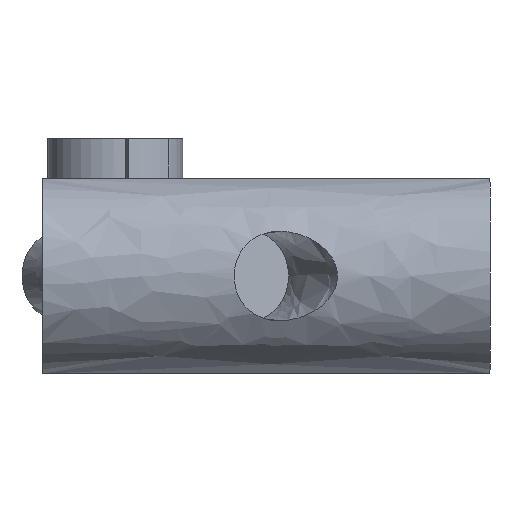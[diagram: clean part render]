
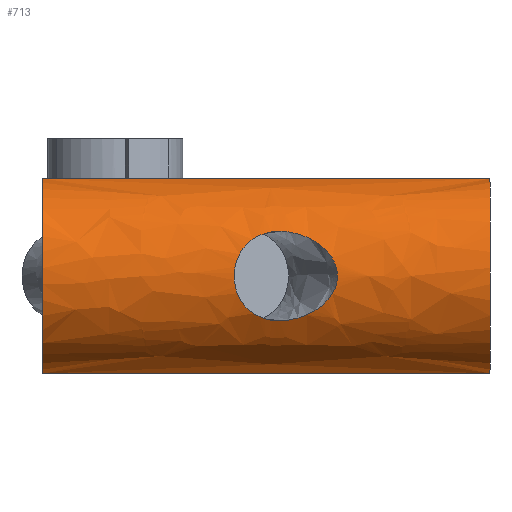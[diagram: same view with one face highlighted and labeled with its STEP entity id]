
A CAD part, left-side view. The second image highlights one B-rep face of the part: STEP entity #713.
In plain terms, the highlighted free-form (B-spline) face has degree [1, 2] with [2, 9] control points.
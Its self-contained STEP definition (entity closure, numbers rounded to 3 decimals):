
#436=CARTESIAN_POINT('',(1029.438,-133.004,76.1));
#437=VERTEX_POINT('',#436);
#453=CARTESIAN_POINT('',(1029.438,-133.004,83.9));
#454=VERTEX_POINT('',#453);
#461=CARTESIAN_POINT('',(1029.438,-133.004,83.9));
#462=CARTESIAN_POINT('',(1029.438,-132.742,83.9));
#463=CARTESIAN_POINT('',(1029.427,-132.47,83.88));
#464=CARTESIAN_POINT('',(1029.382,-131.93,83.789));
#465=CARTESIAN_POINT('',(1029.347,-131.662,83.718));
#466=CARTESIAN_POINT('',(1029.257,-131.152,83.522));
#467=CARTESIAN_POINT('',(1029.201,-130.909,83.398));
#468=CARTESIAN_POINT('',(1029.081,-130.465,83.104));
#469=CARTESIAN_POINT('',(1029.017,-130.264,82.933));
#470=CARTESIAN_POINT('',(1028.897,-129.925,82.577));
#471=CARTESIAN_POINT('',(1028.837,-129.773,82.383));
#472=CARTESIAN_POINT('',(1028.727,-129.509,81.958));
#473=CARTESIAN_POINT('',(1028.676,-129.396,81.729));
#474=CARTESIAN_POINT('',(1028.592,-129.216,81.25));
#475=CARTESIAN_POINT('',(1028.559,-129.149,81.));
#476=CARTESIAN_POINT('',(1028.515,-129.06,80.497));
#477=CARTESIAN_POINT('',(1028.504,-129.04,80.244));
#478=CARTESIAN_POINT('',(1028.504,-129.04,79.756));
#479=CARTESIAN_POINT('',(1028.515,-129.06,79.503));
#480=CARTESIAN_POINT('',(1028.559,-129.149,79.));
#481=CARTESIAN_POINT('',(1028.592,-129.216,78.75));
#482=CARTESIAN_POINT('',(1028.676,-129.396,78.271));
#483=CARTESIAN_POINT('',(1028.727,-129.509,78.042));
#484=CARTESIAN_POINT('',(1028.837,-129.773,77.617));
#485=CARTESIAN_POINT('',(1028.897,-129.925,77.423));
#486=CARTESIAN_POINT('',(1029.017,-130.264,77.067));
#487=CARTESIAN_POINT('',(1029.081,-130.465,76.896));
#488=CARTESIAN_POINT('',(1029.201,-130.909,76.602));
#489=CARTESIAN_POINT('',(1029.257,-131.152,76.478));
#490=CARTESIAN_POINT('',(1029.347,-131.662,76.282));
#491=CARTESIAN_POINT('',(1029.382,-131.93,76.211));
#492=CARTESIAN_POINT('',(1029.427,-132.47,76.12));
#493=CARTESIAN_POINT('',(1029.438,-132.742,76.1));
#494=CARTESIAN_POINT('',(1029.438,-133.004,76.1));
#495=B_SPLINE_CURVE_WITH_KNOTS('',3,(#461,#462,#463,#464,#465,#466,#467,#468,#469,#470,#471,#472,#473,#474,#475,#476,#477,#478,#479,#480,#481,#482,#483,#484,#485,#486,#487,#488,#489,#490,#491,#492,#493,#494),.UNSPECIFIED.,.F.,.U.,(4,2,2,2,2,2,2,2,2,2,2,2,2,2,2,2,4),(13.627,14.413,15.199,15.986,16.772,17.505,18.239,18.972,19.705,20.439,21.172,21.905,22.638,23.425,24.211,24.997,25.784),.UNSPECIFIED.);
#496=EDGE_CURVE('',#454,#437,#495,.T.);
#528=CARTESIAN_POINT('',(1029.438,-133.004,76.1));
#529=CARTESIAN_POINT('',(1029.438,-133.302,76.1));
#530=CARTESIAN_POINT('',(1029.424,-133.609,76.126));
#531=CARTESIAN_POINT('',(1029.374,-134.225,76.228));
#532=CARTESIAN_POINT('',(1029.336,-134.533,76.305));
#533=CARTESIAN_POINT('',(1029.245,-135.132,76.504));
#534=CARTESIAN_POINT('',(1029.191,-135.424,76.626));
#535=CARTESIAN_POINT('',(1029.077,-135.973,76.908));
#536=CARTESIAN_POINT('',(1029.016,-136.231,77.069));
#537=CARTESIAN_POINT('',(1028.904,-136.679,77.4));
#538=CARTESIAN_POINT('',(1028.848,-136.888,77.581));
#539=CARTESIAN_POINT('',(1028.741,-137.271,77.983));
#540=CARTESIAN_POINT('',(1028.69,-137.445,78.205));
#541=CARTESIAN_POINT('',(1028.603,-137.734,78.68));
#542=CARTESIAN_POINT('',(1028.567,-137.85,78.934));
#543=CARTESIAN_POINT('',(1028.517,-138.006,79.459));
#544=CARTESIAN_POINT('',(1028.504,-138.046,79.73));
#545=CARTESIAN_POINT('',(1028.504,-138.046,80.27));
#546=CARTESIAN_POINT('',(1028.517,-138.006,80.541));
#547=CARTESIAN_POINT('',(1028.567,-137.85,81.066));
#548=CARTESIAN_POINT('',(1028.603,-137.734,81.32));
#549=CARTESIAN_POINT('',(1028.69,-137.445,81.795));
#550=CARTESIAN_POINT('',(1028.741,-137.271,82.017));
#551=CARTESIAN_POINT('',(1028.848,-136.888,82.419));
#552=CARTESIAN_POINT('',(1028.904,-136.679,82.6));
#553=CARTESIAN_POINT('',(1029.016,-136.231,82.931));
#554=CARTESIAN_POINT('',(1029.077,-135.973,83.092));
#555=CARTESIAN_POINT('',(1029.191,-135.424,83.374));
#556=CARTESIAN_POINT('',(1029.245,-135.132,83.496));
#557=CARTESIAN_POINT('',(1029.336,-134.533,83.695));
#558=CARTESIAN_POINT('',(1029.374,-134.225,83.772));
#559=CARTESIAN_POINT('',(1029.424,-133.609,83.874));
#560=CARTESIAN_POINT('',(1029.438,-133.302,83.9));
#561=CARTESIAN_POINT('',(1029.438,-133.004,83.9));
#562=B_SPLINE_CURVE_WITH_KNOTS('',3,(#528,#529,#530,#531,#532,#533,#534,#535,#536,#537,#538,#539,#540,#541,#542,#543,#544,#545,#546,#547,#548,#549,#550,#551,#552,#553,#554,#555,#556,#557,#558,#559,#560,#561),.UNSPECIFIED.,.F.,.U.,(4,2,2,2,2,2,2,2,2,2,2,2,2,2,2,2,4),(0.0,0.893,1.785,2.678,3.57,4.381,5.192,6.003,6.813,7.624,8.435,9.246,10.057,10.949,11.842,12.734,13.627),.UNSPECIFIED.);
#563=EDGE_CURVE('',#437,#454,#562,.T.);
#630=CARTESIAN_POINT('',(1035.704,-112.354,71.5));
#631=VERTEX_POINT('',#630);
#639=CARTESIAN_POINT('',(1035.704,-151.354,71.5));
#640=VERTEX_POINT('',#639);
#647=CARTESIAN_POINT('',(1035.704,-151.354,71.5));
#648=DIRECTION('',(0.0,1.0,0.0));
#649=VECTOR('',#648,39.0);
#650=LINE('',#647,#649);
#651=EDGE_CURVE('',#640,#631,#650,.T.);
#656=CARTESIAN_POINT('',(1045.739,-151.354,80.));
#657=CARTESIAN_POINT('',(1045.739,-112.354,80.));
#658=CARTESIAN_POINT('',(1045.739,-151.354,88.617));
#659=CARTESIAN_POINT('',(1045.739,-112.354,88.617));
#660=CARTESIAN_POINT('',(1037.122,-151.354,88.617));
#661=CARTESIAN_POINT('',(1037.122,-112.354,88.617));
#662=CARTESIAN_POINT('',(1028.504,-151.354,88.617));
#663=CARTESIAN_POINT('',(1028.504,-112.354,88.617));
#664=CARTESIAN_POINT('',(1028.504,-151.354,80.));
#665=CARTESIAN_POINT('',(1028.504,-112.354,80.));
#666=CARTESIAN_POINT('',(1028.504,-151.354,71.383));
#667=CARTESIAN_POINT('',(1028.504,-112.354,71.383));
#668=CARTESIAN_POINT('',(1037.122,-151.354,71.383));
#669=CARTESIAN_POINT('',(1037.122,-112.354,71.383));
#670=CARTESIAN_POINT('',(1045.739,-151.354,71.383));
#671=CARTESIAN_POINT('',(1045.739,-112.354,71.383));
#672=CARTESIAN_POINT('',(1045.739,-151.354,80.));
#673=CARTESIAN_POINT('',(1045.739,-112.354,80.));
#681=(BOUNDED_SURFACE()B_SPLINE_SURFACE(1,2,((#656,#658,#660,#662,#664,#666,#668,#670,#672),(#657,#659,#661,#663,#665,#667,#669,#671,#673)),.UNSPECIFIED.,.F.,.T.,.U.)B_SPLINE_SURFACE_WITH_KNOTS((2,2),(3,2,2,2,3),(0.,4.526),(0.0,13.536,27.072,40.608,54.144),.UNSPECIFIED.)GEOMETRIC_REPRESENTATION_ITEM()RATIONAL_B_SPLINE_SURFACE(((1.0,0.707,1.0,0.707,1.0,0.707,1.0,0.707,1.0),(1.0,0.707,1.0,0.707,1.0,0.707,1.0,0.707,1.0)))REPRESENTATION_ITEM('')SURFACE());
#682=CARTESIAN_POINT('',(1035.704,-112.354,88.5));
#683=VERTEX_POINT('',#682);
#684=CARTESIAN_POINT('',(1037.122,-112.354,80.));
#685=DIRECTION('',(0.0,1.0,0.0));
#686=DIRECTION('',(-1.0,0.0,0.0));
#687=AXIS2_PLACEMENT_3D('',#684,#685,#686);
#688=CIRCLE('',#687,8.617);
#689=EDGE_CURVE('',#631,#683,#688,.T.);
#690=ORIENTED_EDGE('',*,*,#689,.F.);
#691=ORIENTED_EDGE('',*,*,#651,.F.);
#692=CARTESIAN_POINT('',(1035.704,-151.354,88.5));
#693=VERTEX_POINT('',#692);
#694=CARTESIAN_POINT('',(1037.122,-151.354,80.));
#695=DIRECTION('',(0.0,-1.0,0.0));
#696=DIRECTION('',(-1.0,0.0,0.0));
#697=AXIS2_PLACEMENT_3D('',#694,#695,#696);
#698=CIRCLE('',#697,8.617);
#699=EDGE_CURVE('',#693,#640,#698,.T.);
#700=ORIENTED_EDGE('',*,*,#699,.F.);
#701=CARTESIAN_POINT('',(1035.704,-151.354,88.5));
#702=DIRECTION('',(0.0,1.0,0.0));
#703=VECTOR('',#702,39.0);
#704=LINE('',#701,#703);
#705=EDGE_CURVE('',#693,#683,#704,.T.);
#706=ORIENTED_EDGE('',*,*,#705,.T.);
#707=EDGE_LOOP('',(#690,#691,#700,#706));
#708=FACE_OUTER_BOUND('',#707,.T.);
#709=ORIENTED_EDGE('',*,*,#563,.F.);
#710=ORIENTED_EDGE('',*,*,#496,.F.);
#711=EDGE_LOOP('',(#709,#710));
#712=FACE_BOUND('',#711,.T.);
#713=ADVANCED_FACE('',(#708,#712),#681,.T.);
